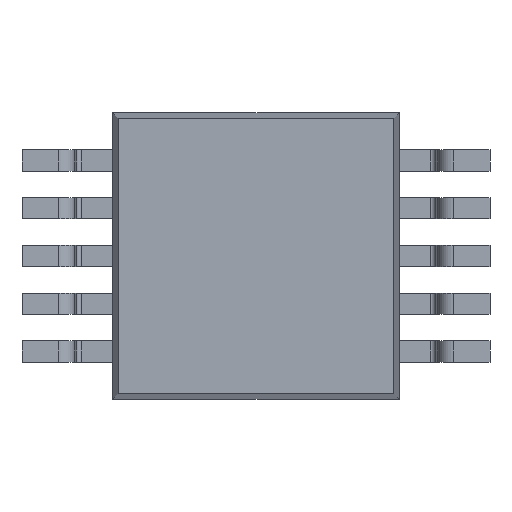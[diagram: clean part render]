
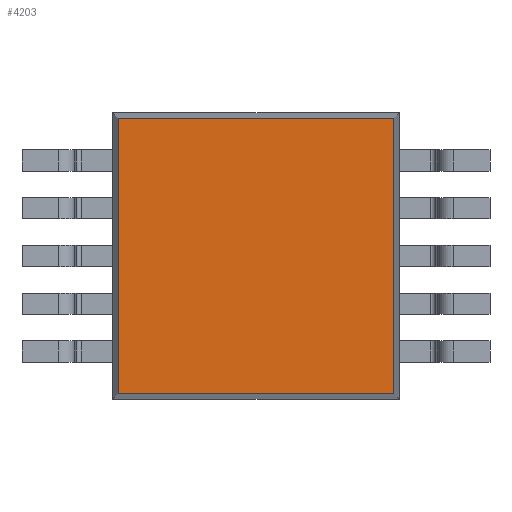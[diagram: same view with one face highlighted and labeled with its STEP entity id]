
A CAD part, front view. The second image highlights one B-rep face of the part: STEP entity #4203.
In plain terms, the highlighted planar face has unit normal (0, -1, 0).
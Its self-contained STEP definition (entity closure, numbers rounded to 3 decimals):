
#27 = VERTEX_POINT ( 'NONE', #232 ) ;
#232 = CARTESIAN_POINT ( 'NONE',  ( 1.442, 0.15, 1.442 ) ) ;
#530 = VERTEX_POINT ( 'NONE', #1739 ) ;
#611 = ORIENTED_EDGE ( 'NONE', *, *, #4500, .T. ) ;
#648 = ORIENTED_EDGE ( 'NONE', *, *, #3589, .T. ) ;
#769 = CARTESIAN_POINT ( 'NONE',  ( -1.5, 0.15, -1.442 ) ) ;
#844 = EDGE_LOOP ( 'NONE', ( #1703, #648, #611, #2279 ) ) ;
#951 = CARTESIAN_POINT ( 'NONE',  ( 1.442, 0.15, -1.5 ) ) ;
#1317 = CARTESIAN_POINT ( 'NONE',  ( 1.5, 0.15, 1.442 ) ) ;
#1367 = LINE ( 'NONE', #951, #2296 ) ;
#1397 = CARTESIAN_POINT ( 'NONE',  ( -1.442, 0.15, -1.442 ) ) ;
#1703 = ORIENTED_EDGE ( 'NONE', *, *, #2221, .T. ) ;
#1739 = CARTESIAN_POINT ( 'NONE',  ( -1.442, 0.15, 1.442 ) ) ;
#1768 = DIRECTION ( 'NONE',  ( 0., 0., 1. ) ) ;
#2189 = LINE ( 'NONE', #769, #4050 ) ;
#2221 = EDGE_CURVE ( 'NONE', #4753, #4728, #2189, .T. ) ;
#2279 = ORIENTED_EDGE ( 'NONE', *, *, #4127, .T. ) ;
#2296 = VECTOR ( 'NONE', #1768, 1000. ) ;
#2461 = VECTOR ( 'NONE', #3501, 1000. ) ;
#2496 = CARTESIAN_POINT ( 'NONE',  ( 1.442, 0.15, -1.442 ) ) ;
#2505 = PLANE ( 'NONE',  #2622 ) ;
#2518 = LINE ( 'NONE', #3572, #2637 ) ;
#2567 = DIRECTION ( 'NONE',  ( 1., 0., 0. ) ) ;
#2622 = AXIS2_PLACEMENT_3D ( 'NONE', #3958, #4009, #3602 ) ;
#2637 = VECTOR ( 'NONE', #3944, 1000. ) ;
#3501 = DIRECTION ( 'NONE',  ( -1., 0., 0. ) ) ;
#3572 = CARTESIAN_POINT ( 'NONE',  ( -1.442, 0.15, 1.5 ) ) ;
#3589 = EDGE_CURVE ( 'NONE', #4728, #27, #1367, .T. ) ;
#3602 = DIRECTION ( 'NONE',  ( 0., 0., -1. ) ) ;
#3944 = DIRECTION ( 'NONE',  ( 0., 0., -1. ) ) ;
#3958 = CARTESIAN_POINT ( 'NONE',  ( 0., 0.15, 0. ) ) ;
#4009 = DIRECTION ( 'NONE',  ( 0., -1., 0. ) ) ;
#4050 = VECTOR ( 'NONE', #2567, 1000. ) ;
#4127 = EDGE_CURVE ( 'NONE', #530, #4753, #2518, .T. ) ;
#4203 = ADVANCED_FACE ( 'NONE', ( #4368 ), #2505, .T. ) ;
#4368 = FACE_OUTER_BOUND ( 'NONE', #844, .T. ) ;
#4500 = EDGE_CURVE ( 'NONE', #27, #530, #4606, .T. ) ;
#4606 = LINE ( 'NONE', #1317, #2461 ) ;
#4728 = VERTEX_POINT ( 'NONE', #2496 ) ;
#4753 = VERTEX_POINT ( 'NONE', #1397 ) ;
